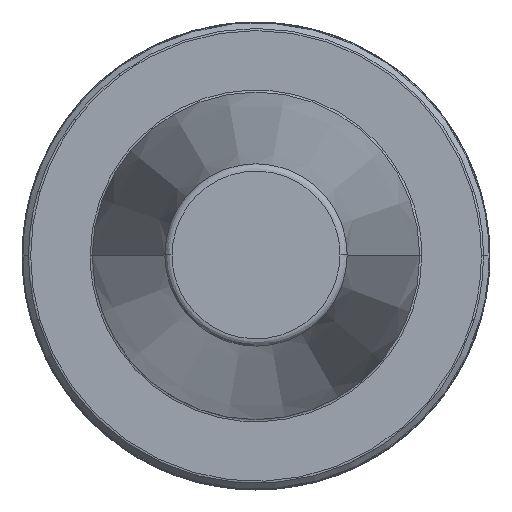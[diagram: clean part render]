
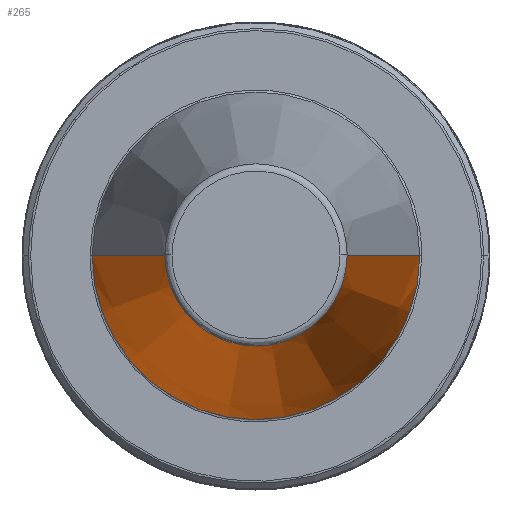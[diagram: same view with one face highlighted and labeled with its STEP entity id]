
A CAD part, top view. The second image highlights one B-rep face of the part: STEP entity #265.
In plain terms, the highlighted conical face has half-angle 8.297 degrees and reference radius 22.225 mm.
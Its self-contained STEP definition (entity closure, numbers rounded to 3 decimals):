
#265 = ADVANCED_FACE ( 'NONE', ( #1366 ), #2048, .T. ) ;
#392 = CARTESIAN_POINT ( 'NONE',  ( 12.375, 0., 67.544 ) ) ;
#422 = VERTEX_POINT ( 'NONE', #1571 ) ;
#456 = ORIENTED_EDGE ( 'NONE', *, *, #2027, .F. ) ;
#620 = VECTOR ( 'NONE', #3922, 1000. ) ;
#717 = ORIENTED_EDGE ( 'NONE', *, *, #2779, .T. ) ;
#828 = CIRCLE ( 'NONE', #1792, 12.375 ) ;
#858 = AXIS2_PLACEMENT_3D ( 'NONE', #1757, #1755, #1748 ) ;
#1298 = VECTOR ( 'NONE', #1623, 1000. ) ;
#1305 = CARTESIAN_POINT ( 'NONE',  ( 22.225, 0., 0. ) ) ;
#1353 = ORIENTED_EDGE ( 'NONE', *, *, #2644, .T. ) ;
#1366 = FACE_OUTER_BOUND ( 'NONE', #2157, .T. ) ;
#1496 = CARTESIAN_POINT ( 'NONE',  ( 0., 0., 0. ) ) ;
#1571 = CARTESIAN_POINT ( 'NONE',  ( -12.375, 0., 67.544 ) ) ;
#1623 = DIRECTION ( 'NONE',  ( -0.144, 0., -0.99 ) ) ;
#1646 = CIRCLE ( 'NONE', #858, 22.225 ) ;
#1681 = CARTESIAN_POINT ( 'NONE',  ( -22.225, 0., 0. ) ) ;
#1748 = DIRECTION ( 'NONE',  ( -1., 0., 0. ) ) ;
#1755 = DIRECTION ( 'NONE',  ( 0., 0., 1. ) ) ;
#1757 = CARTESIAN_POINT ( 'NONE',  ( 0., 0., 0. ) ) ;
#1766 = DIRECTION ( 'NONE',  ( -1., 0., 0. ) ) ;
#1792 = AXIS2_PLACEMENT_3D ( 'NONE', #2176, #4516, #2527 ) ;
#1812 = DIRECTION ( 'NONE',  ( 0., 0., -1. ) ) ;
#2027 = EDGE_CURVE ( 'NONE', #3199, #4182, #3462, .T. ) ;
#2048 = CONICAL_SURFACE ( 'NONE', #3950, 22.225, 0.145 ) ;
#2157 = EDGE_LOOP ( 'NONE', ( #456, #2197, #717, #1353 ) ) ;
#2176 = CARTESIAN_POINT ( 'NONE',  ( 0., 0., 67.544 ) ) ;
#2197 = ORIENTED_EDGE ( 'NONE', *, *, #4438, .T. ) ;
#2527 = DIRECTION ( 'NONE',  ( -1., 0., 0. ) ) ;
#2644 = EDGE_CURVE ( 'NONE', #4416, #4182, #1646, .T. ) ;
#2779 = EDGE_CURVE ( 'NONE', #422, #4416, #3251, .T. ) ;
#3199 = VERTEX_POINT ( 'NONE', #392 ) ;
#3251 = LINE ( 'NONE', #1681, #1298 ) ;
#3462 = LINE ( 'NONE', #3917, #620 ) ;
#3917 = CARTESIAN_POINT ( 'NONE',  ( 22.225, 0., 0. ) ) ;
#3922 = DIRECTION ( 'NONE',  ( 0.144, 0., -0.99 ) ) ;
#3950 = AXIS2_PLACEMENT_3D ( 'NONE', #1496, #1812, #1766 ) ;
#4182 = VERTEX_POINT ( 'NONE', #1305 ) ;
#4416 = VERTEX_POINT ( 'NONE', #4483 ) ;
#4438 = EDGE_CURVE ( 'NONE', #3199, #422, #828, .T. ) ;
#4483 = CARTESIAN_POINT ( 'NONE',  ( -22.225, 0., 0. ) ) ;
#4516 = DIRECTION ( 'NONE',  ( 0., 0., -1. ) ) ;
